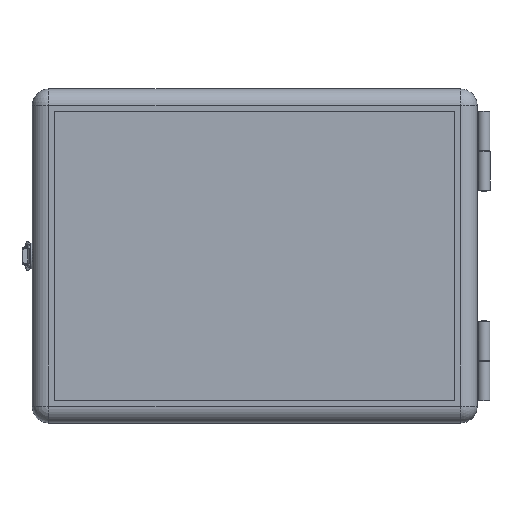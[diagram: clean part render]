
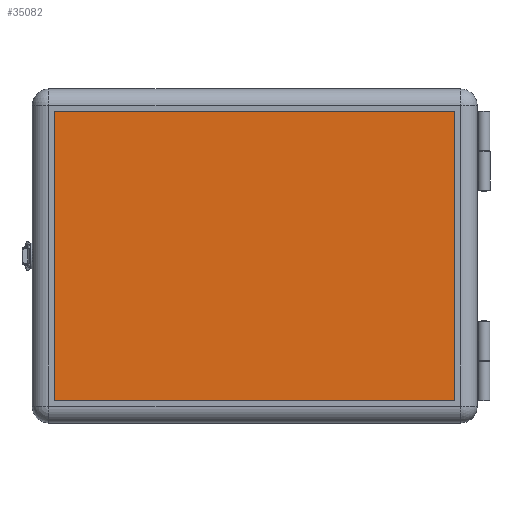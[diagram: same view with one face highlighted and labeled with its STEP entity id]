
A CAD part, top view. The second image highlights one B-rep face of the part: STEP entity #35082.
In plain terms, the highlighted face is planar.
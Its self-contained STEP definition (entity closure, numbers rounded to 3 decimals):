
#759 = VECTOR ( 'NONE', #4128, 1000. ) ;
#838 = EDGE_CURVE ( 'NONE', #34604, #34598, #4118, .T. ) ;
#2020 = ORIENTED_EDGE ( 'NONE', *, *, #17539, .F. ) ;
#2021 = ORIENTED_EDGE ( 'NONE', *, *, #17565, .F. ) ;
#2022 = ORIENTED_EDGE ( 'NONE', *, *, #17541, .F. ) ;
#4118 = LINE ( 'NONE', #4126, #759 ) ;
#4126 = CARTESIAN_POINT ( 'NONE',  ( 180., -133.5, 0. ) ) ;
#4128 = DIRECTION ( 'NONE',  ( 0., 1., 0. ) ) ;
#17539 = EDGE_CURVE ( 'NONE', #34610, #34604, #22280, .T. ) ;
#17541 = EDGE_CURVE ( 'NONE', #34598, #34607, #22267, .T. ) ;
#17565 = EDGE_CURVE ( 'NONE', #34607, #34610, #22319, .T. ) ;
#21990 = VECTOR ( 'NONE', #22285, 1000. ) ;
#21994 = VECTOR ( 'NONE', #22283, 1000. ) ;
#22018 = VECTOR ( 'NONE', #22321, 1000. ) ;
#22267 = LINE ( 'NONE', #22284, #21990 ) ;
#22280 = LINE ( 'NONE', #22282, #21994 ) ;
#22282 = CARTESIAN_POINT ( 'NONE',  ( -183.5, -130., 0. ) ) ;
#22283 = DIRECTION ( 'NONE',  ( 1., 0., 0. ) ) ;
#22284 = CARTESIAN_POINT ( 'NONE',  ( -183.5, 130., 0. ) ) ;
#22285 = DIRECTION ( 'NONE',  ( -1., 0., 0. ) ) ;
#22319 = LINE ( 'NONE', #22320, #22018 ) ;
#22320 = CARTESIAN_POINT ( 'NONE',  ( -180., -133.5, 0. ) ) ;
#22321 = DIRECTION ( 'NONE',  ( 0., -1., 0. ) ) ;
#27172 = CARTESIAN_POINT ( 'NONE',  ( 180., 130., 0. ) ) ;
#27178 = CARTESIAN_POINT ( 'NONE',  ( 180., -130., 0. ) ) ;
#27181 = CARTESIAN_POINT ( 'NONE',  ( -180., 130., 0. ) ) ;
#27184 = CARTESIAN_POINT ( 'NONE',  ( -180., -130., 0. ) ) ;
#27705 = AXIS2_PLACEMENT_3D ( 'NONE', #28838, #28849, #28850 ) ;
#28838 = CARTESIAN_POINT ( 'NONE',  ( -183.5, -133.5, 0. ) ) ;
#28845 = FACE_OUTER_BOUND ( 'NONE', #46186, .T. ) ;
#28846 = PLANE ( 'NONE',  #27705 ) ;
#28849 = DIRECTION ( 'NONE',  ( 0., 0., 1. ) ) ;
#28850 = DIRECTION ( 'NONE',  ( 1., 0., 0. ) ) ;
#34598 = VERTEX_POINT ( 'NONE', #27172 ) ;
#34604 = VERTEX_POINT ( 'NONE', #27178 ) ;
#34607 = VERTEX_POINT ( 'NONE', #27181 ) ;
#34610 = VERTEX_POINT ( 'NONE', #27184 ) ;
#35082 = ADVANCED_FACE ( 'NONE', ( #28845 ), #28846, .F. ) ;
#46186 = EDGE_LOOP ( 'NONE', ( #47357, #2020, #2021, #2022 ) ) ;
#47357 = ORIENTED_EDGE ( 'NONE', *, *, #838, .F. ) ;
